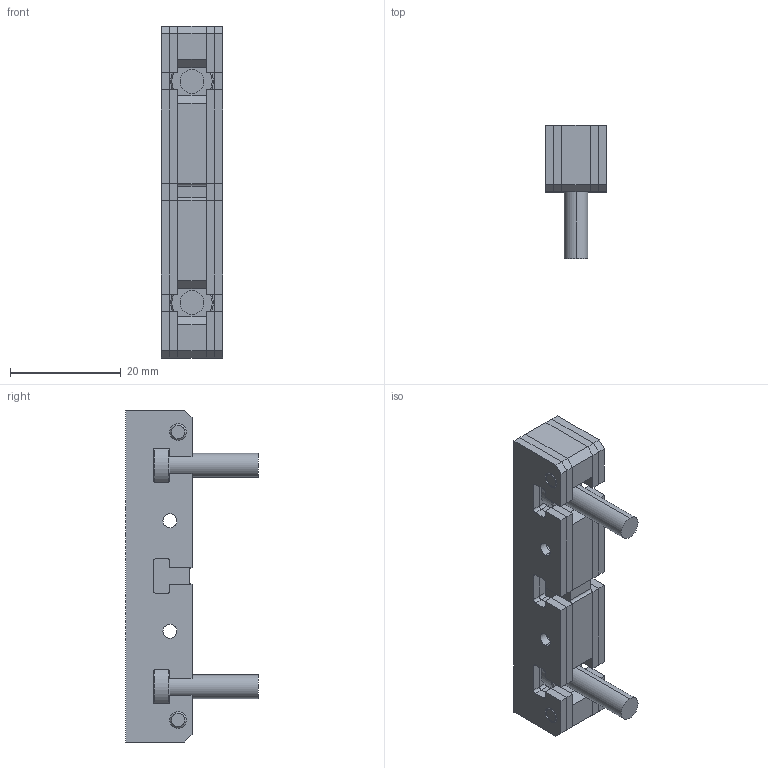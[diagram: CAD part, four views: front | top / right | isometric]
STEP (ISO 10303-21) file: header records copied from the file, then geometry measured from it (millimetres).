
FILE_DESCRIPTION (( 'STEP AP203' ), '1' );
FILE_NAME ('a958.STEP', '2023-01-11T08:56:39', ( '' ), ( '' ), 'SwSTEP 2.0', 'SolidWorks 2019', '' );
FILE_SCHEMA (( 'CONFIG_CONTROL_DESIGN' ));
Length unit declared in the file: millimetre
Products named in the file (5): Pin_60 166d9adc4e38aef301e17dbcb73e505f; Lamellar_Gas_Vent_ISGL60 166d9adc4e38aef301e17dbcb73e505f; a958; Lamela_60 166d9adc4e38aef301e17dbcb73e505f; Bolt_60 166d9adc4e38aef301e17dbcb73e505f
Assembly tree (9 placements, depth 2):
  a958
    Lamellar_Gas_Vent_ISGL60 166d9adc4e38aef301e17dbcb73e505f
    Lamela_60 166d9adc4e38aef301e17dbcb73e505f  x4
    Bolt_60 166d9adc4e38aef301e17dbcb73e505f  x2
    Pin_60 166d9adc4e38aef301e17dbcb73e505f  x2
Bounding box: 11.12 x 24 x 60 mm (x, y, z)
Volume: 7515.4 mm3; surface area: 9514.6 mm2
Topology: 9 solids, 9 shells, 288 faces, 788 edges, 520 vertices
Faces by surface type: plane 164, cylinder 108, cone 16
Entity records: 4261 total; most frequent: DIRECTION 646, CARTESIAN_POINT 629, ORIENTED_EDGE 608, EDGE_CURVE 304, AXIS2_PLACEMENT_3D 217, LINE 212, VECTOR 212, VERTEX_POINT 200
